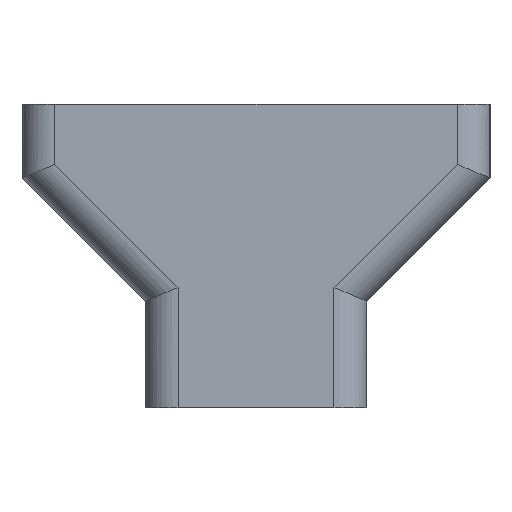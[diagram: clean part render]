
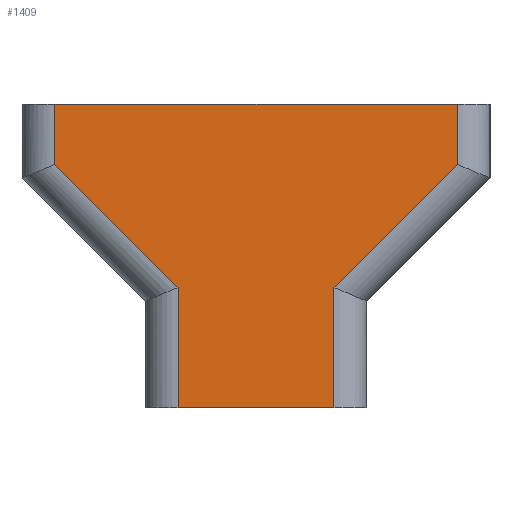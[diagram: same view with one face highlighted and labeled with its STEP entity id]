
A CAD part, left-side view. The second image highlights one B-rep face of the part: STEP entity #1409.
In plain terms, the highlighted planar face has unit normal (-1, 0, 0).
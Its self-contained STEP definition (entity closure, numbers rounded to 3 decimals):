
#199=FACE_OUTER_BOUND('',#279,.T.);
#279=EDGE_LOOP('',(#1227,#1228,#1229,#1230,#1231,#1232,#1233,#1234));
#335=LINE('',#2105,#453);
#402=LINE('',#2402,#520);
#404=LINE('',#2412,#522);
#406=LINE('',#2416,#524);
#409=LINE('',#2425,#527);
#419=LINE('',#2519,#537);
#421=LINE('',#2534,#539);
#422=LINE('',#2535,#540);
#453=VECTOR('',#1627,1.9);
#520=VECTOR('',#1862,0.734);
#522=VECTOR('',#1872,0.734);
#524=VECTOR('',#1876,4.9);
#527=VECTOR('',#1885,2.121);
#537=VECTOR('',#1935,2.121);
#539=VECTOR('',#1963,1.466);
#540=VECTOR('',#1964,1.466);
#577=VERTEX_POINT('',#2102);
#578=VERTEX_POINT('',#2104);
#651=VERTEX_POINT('',#2399);
#652=VERTEX_POINT('',#2401);
#653=VERTEX_POINT('',#2405);
#656=VERTEX_POINT('',#2410);
#660=VERTEX_POINT('',#2423);
#676=VERTEX_POINT('',#2518);
#712=EDGE_CURVE('',#577,#578,#335,.T.);
#828=EDGE_CURVE('',#651,#652,#402,.T.);
#833=EDGE_CURVE('',#656,#653,#404,.T.);
#835=EDGE_CURVE('',#652,#656,#406,.T.);
#840=EDGE_CURVE('',#660,#651,#409,.T.);
#865=EDGE_CURVE('',#653,#676,#419,.T.);
#874=EDGE_CURVE('',#578,#660,#421,.T.);
#875=EDGE_CURVE('',#676,#577,#422,.T.);
#1227=ORIENTED_EDGE('',*,*,#835,.F.);
#1228=ORIENTED_EDGE('',*,*,#828,.F.);
#1229=ORIENTED_EDGE('',*,*,#840,.F.);
#1230=ORIENTED_EDGE('',*,*,#874,.F.);
#1231=ORIENTED_EDGE('',*,*,#712,.F.);
#1232=ORIENTED_EDGE('',*,*,#875,.F.);
#1233=ORIENTED_EDGE('',*,*,#865,.F.);
#1234=ORIENTED_EDGE('',*,*,#833,.F.);
#1337=PLANE('',#1560);
#1409=ADVANCED_FACE('',(#199),#1337,.T.);
#1560=AXIS2_PLACEMENT_3D('',#2533,#1961,#1962);
#1627=DIRECTION('',(0.,1.,0.));
#1862=DIRECTION('',(0.,0.,1.));
#1872=DIRECTION('',(0.,0.,-1.));
#1876=DIRECTION('',(0.,-1.,0.));
#1885=DIRECTION('',(0.,0.707,0.707));
#1935=DIRECTION('',(0.,0.707,-0.707));
#1961=DIRECTION('center_axis',(-1.,0.,0.));
#1962=DIRECTION('ref_axis',(0.,1.,0.));
#1963=DIRECTION('',(0.,0.,1.));
#1964=DIRECTION('',(0.,0.,-1.));
#2102=CARTESIAN_POINT('',(60.747,-122.35,-140.15));
#2104=CARTESIAN_POINT('',(60.747,-120.45,-140.15));
#2105=CARTESIAN_POINT('',(60.747,-122.35,-140.15));
#2399=CARTESIAN_POINT('',(60.747,-118.95,-137.184));
#2401=CARTESIAN_POINT('',(60.747,-118.95,-136.45));
#2402=CARTESIAN_POINT('',(60.747,-118.95,-137.184));
#2405=CARTESIAN_POINT('',(60.747,-123.85,-137.184));
#2410=CARTESIAN_POINT('',(60.747,-123.85,-136.45));
#2412=CARTESIAN_POINT('',(60.747,-123.85,-136.45));
#2416=CARTESIAN_POINT('',(60.747,-118.95,-136.45));
#2423=CARTESIAN_POINT('',(60.747,-120.45,-138.684));
#2425=CARTESIAN_POINT('',(60.747,-120.45,-138.684));
#2518=CARTESIAN_POINT('',(60.747,-122.35,-138.684));
#2519=CARTESIAN_POINT('',(60.747,-123.85,-137.184));
#2533=CARTESIAN_POINT('Origin',(60.747,-122.75,-138.85));
#2534=CARTESIAN_POINT('',(60.747,-120.45,-140.15));
#2535=CARTESIAN_POINT('',(60.747,-122.35,-138.684));
